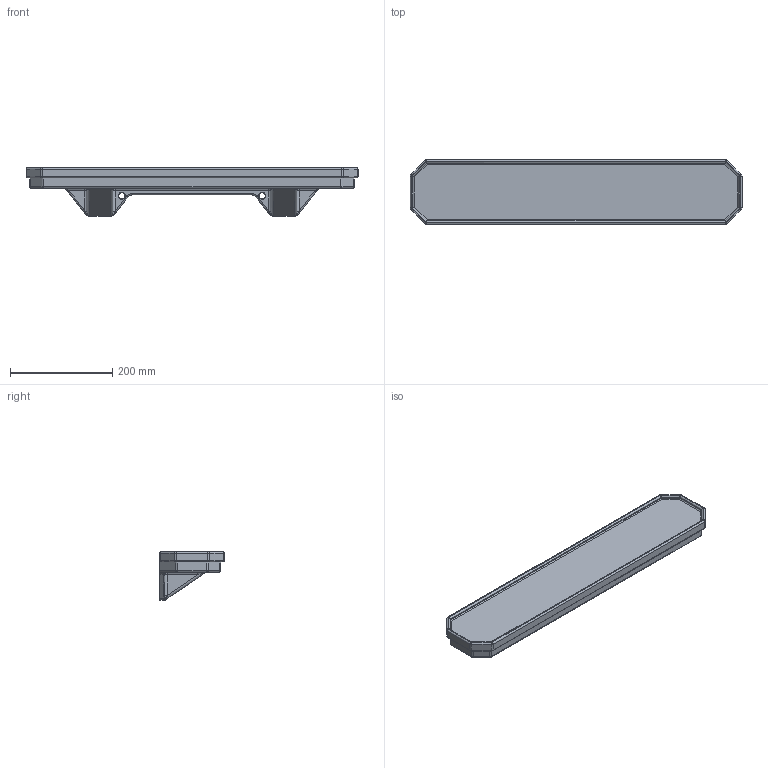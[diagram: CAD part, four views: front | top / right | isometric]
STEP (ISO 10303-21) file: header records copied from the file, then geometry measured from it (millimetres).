
FILE_DESCRIPTION((''),'2;1');
FILE_NAME('89265.stp','2008-01-03T11:30:11',('Huebner'),(''),'Autodesk Inventor 11','Autodesk Inventor 11','');
FILE_SCHEMA(('AUTOMOTIVE_DESIGN { 1 0 10303 214 1 1 1 1 }'));
Length unit declared in the file: millimetre
Products named in the file (2): 89265
Assembly tree (1 placements, depth 2):
  89265
    89265
Bounding box: 650 x 126.49 x 95 mm (x, y, z)
Volume: 2949660.8 mm3; surface area: 251717.6 mm2
Topology: 1 solids, 1 shells, 189 faces, 452 edges, 260 vertices
Faces by surface type: cylinder 88, bspline 54, plane 43, torus 4
Full cylindrical faces by diameter (mm): 12 x2
Entity records: 7870 total; most frequent: CARTESIAN_POINT 3603, DIRECTION 898, ORIENTED_EDGE 884, EDGE_CURVE 442, AXIS2_PLACEMENT_3D 350, VERTEX_POINT 260, VECTOR 198, LINE 198
